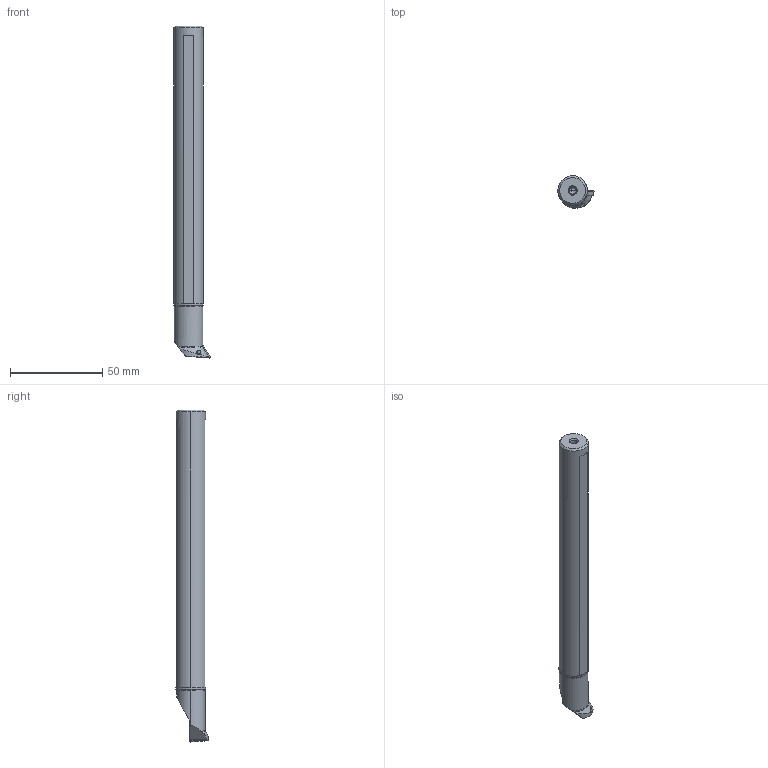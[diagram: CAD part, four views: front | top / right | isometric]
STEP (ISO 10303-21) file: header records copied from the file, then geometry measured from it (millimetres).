
FILE_DESCRIPTION(/* description */ (''),/* implementation_level */ '2;1');
FILE_NAME(/* name */ 'C20-16SDUCL07-180-C_MR0_4.stp',/* time_stamp */ '2023-04-24T14:51:38+09:00',/* author */ (''),/* organization */ (''),/* preprocessor_version */ 'ST-DEVELOPER v16',/* originating_system */ 'SIEMENS PLM Software NX 10.0',/* authorisation */ '');
FILE_SCHEMA (('AUTOMOTIVE_DESIGN { 1 0 10303 214 3 1 1 1 }'));
Length unit declared in the file: millimetre
Products named in the file (1): C20-16SDUCL07-180-C_MR0_4_ASM
Bounding box: 19.75 x 17.4 x 180 mm (x, y, z)
Volume: 31545.3 mm3; surface area: 11396.8 mm2
Topology: 2 solids, 2 shells, 106 faces, 299 edges, 205 vertices
Faces by surface type: cylinder 44, plane 26, cone 26, torus 8, sphere 2
Entity records: 3969 total; most frequent: CARTESIAN_POINT 1107, DIRECTION 608, ORIENTED_EDGE 566, EDGE_CURVE 283, AXIS2_PLACEMENT_3D 248, VERTEX_POINT 184, CIRCLE 120, EDGE_LOOP 113
